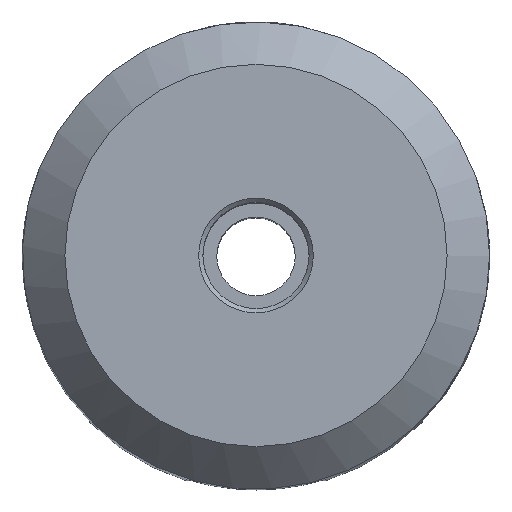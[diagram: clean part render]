
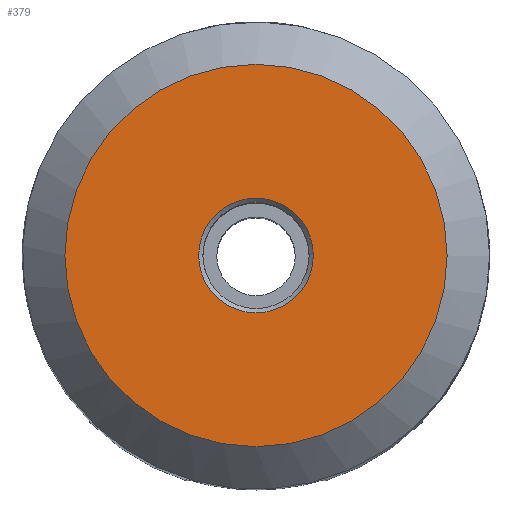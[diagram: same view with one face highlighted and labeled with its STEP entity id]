
A CAD part, top view. The second image highlights one B-rep face of the part: STEP entity #379.
In plain terms, the highlighted planar face has unit normal (0, 0, 1).
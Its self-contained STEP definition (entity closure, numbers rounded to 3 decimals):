
#36 = AXIS2_PLACEMENT_3D ( 'NONE', #882, #111, #984 ) ;
#111 = DIRECTION ( 'NONE',  ( 0., 0., -1. ) ) ;
#182 = VERTEX_POINT ( 'NONE', #870 ) ;
#201 = ORIENTED_EDGE ( 'NONE', *, *, #407, .T. ) ;
#207 = ORIENTED_EDGE ( 'NONE', *, *, #829, .T. ) ;
#223 = CARTESIAN_POINT ( 'NONE',  ( 0., 0., 65. ) ) ;
#349 = VERTEX_POINT ( 'NONE', #765 ) ;
#379 = ADVANCED_FACE ( 'NONE', ( #386, #585 ), #657, .T. ) ;
#386 = FACE_BOUND ( 'NONE', #546, .T. ) ;
#407 = EDGE_CURVE ( 'NONE', #182, #182, #439, .T. ) ;
#439 = CIRCLE ( 'NONE', #952, 9. ) ;
#499 = DIRECTION ( 'NONE',  ( 0., 0., 1. ) ) ;
#529 = CIRCLE ( 'NONE', #36, 2.7 ) ;
#546 = EDGE_LOOP ( 'NONE', ( #207 ) ) ;
#585 = FACE_OUTER_BOUND ( 'NONE', #987, .T. ) ;
#657 = PLANE ( 'NONE',  #970 ) ;
#734 = DIRECTION ( 'NONE',  ( 1., 0., 0. ) ) ;
#765 = CARTESIAN_POINT ( 'NONE',  ( 2.7, 0., 65. ) ) ;
#829 = EDGE_CURVE ( 'NONE', #349, #349, #529, .T. ) ;
#870 = CARTESIAN_POINT ( 'NONE',  ( 9., 0., 65. ) ) ;
#882 = CARTESIAN_POINT ( 'NONE',  ( 0., 0., 65. ) ) ;
#943 = DIRECTION ( 'NONE',  ( 1., 0., 0. ) ) ;
#952 = AXIS2_PLACEMENT_3D ( 'NONE', #223, #1086, #943 ) ;
#970 = AXIS2_PLACEMENT_3D ( 'NONE', #1023, #499, #734 ) ;
#984 = DIRECTION ( 'NONE',  ( 1., 0., 0. ) ) ;
#987 = EDGE_LOOP ( 'NONE', ( #201 ) ) ;
#1023 = CARTESIAN_POINT ( 'NONE',  ( 0., 0., 65. ) ) ;
#1086 = DIRECTION ( 'NONE',  ( 0., 0., 1. ) ) ;
